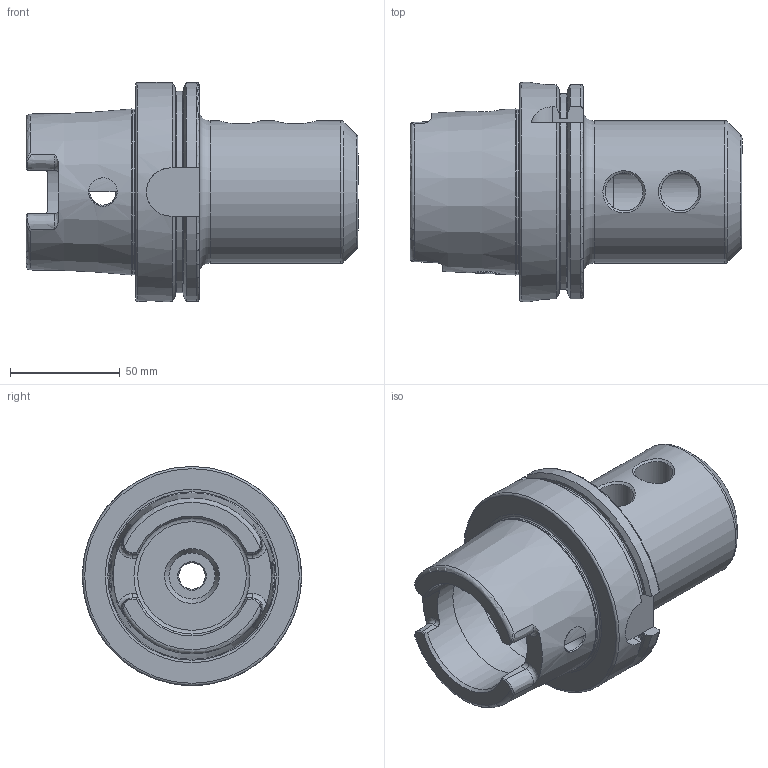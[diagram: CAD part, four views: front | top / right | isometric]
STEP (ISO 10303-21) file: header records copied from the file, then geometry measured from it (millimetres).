
FILE_DESCRIPTION(/* description */ (''),/* implementation_level */ '2;1');
FILE_NAME(/* name */ 'HSK100A-EM100-0400.stp',/* time_stamp */ '2019-07-22T10:00:31-05:00',/* author */ ('ldfli'),/* organization */ ('Pioneer N.A.'),/* preprocessor_version */ 'ST-DEVELOPER v18',/* originating_system */ 'Autodesk Inventor LT',/* authorisation */ '');
FILE_SCHEMA (('AUTOMOTIVE_DESIGN { 1 0 10303 214 3 1 1 }'));
Length unit declared in the file: millimetre
Products named in the file (1): HSK100A-EM100-0400
Bounding box: 151.56 x 100 x 100 mm (x, y, z)
Volume: 445309.9 mm3; surface area: 70236.2 mm2
Topology: 1 solids, 1 shells, 140 faces, 422 edges, 287 vertices
Faces by surface type: plane 36, bspline 33, cylinder 30, torus 23, cone 18
Full cylindrical faces by diameter (mm): 10 x1, 12 x3, 16 x1, 17.323 x2, 21 x1, 25.4 x1, 26 x1, 26.4 x1, 53 x2, 63 x1, 65.024 x1, 75.519 x1, 100 x1
Entity records: 7194 total; most frequent: CARTESIAN_POINT 3543, ORIENTED_EDGE 846, DIRECTION 664, EDGE_CURVE 423, VERTEX_POINT 288, AXIS2_PLACEMENT_3D 272, CIRCLE 160, EDGE_LOOP 153
